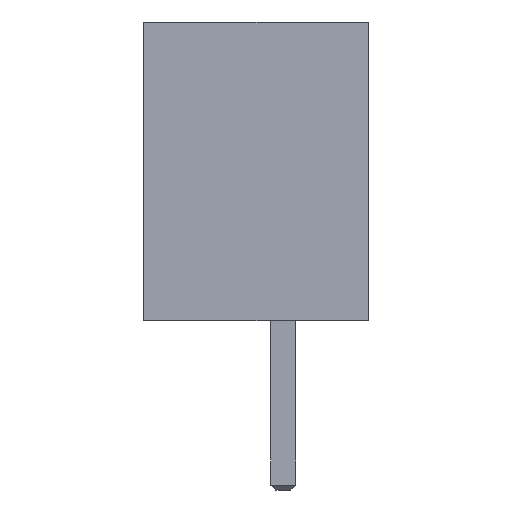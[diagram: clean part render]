
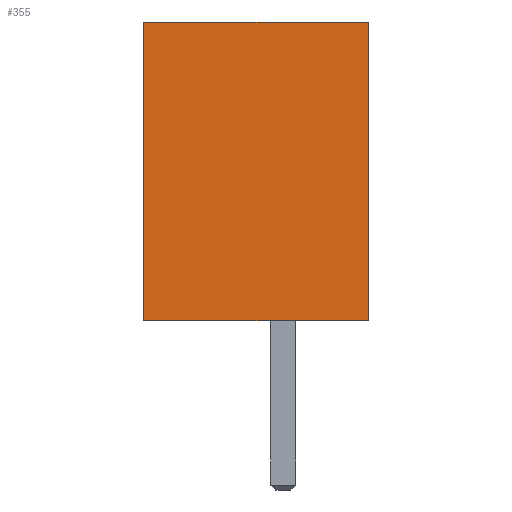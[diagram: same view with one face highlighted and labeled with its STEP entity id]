
A CAD part, left-side view. The second image highlights one B-rep face of the part: STEP entity #355.
In plain terms, the highlighted planar face has unit normal (-1, 0, 0).
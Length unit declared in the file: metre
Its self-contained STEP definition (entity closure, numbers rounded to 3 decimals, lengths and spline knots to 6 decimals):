
#355 = ADVANCED_FACE( '', ( #767 ), #768, .F. );
#767 = FACE_OUTER_BOUND( '', #1261, .T. );
#768 = PLANE( '', #1262 );
#1261 = EDGE_LOOP( '', ( #2103, #2104, #2105, #2106 ) );
#1262 = AXIS2_PLACEMENT_3D( '', #2107, #2108, #2109 );
#2103 = ORIENTED_EDGE( '', *, *, #3079, .T. );
#2104 = ORIENTED_EDGE( '', *, *, #3080, .F. );
#2105 = ORIENTED_EDGE( '', *, *, #2912, .F. );
#2106 = ORIENTED_EDGE( '', *, *, #3081, .T. );
#2107 = CARTESIAN_POINT( '', ( -0.00795, 0.00055, 0.0016 ) );
#2108 = DIRECTION( '', ( 1., 0., 0. ) );
#2109 = DIRECTION( '', ( 0., 0., -1. ) );
#2912 = EDGE_CURVE( '', #3513, #3515, #3516, .T. );
#3079 = EDGE_CURVE( '', #3747, #3748, #3749, .T. );
#3080 = EDGE_CURVE( '', #3515, #3748, #3750, .T. );
#3081 = EDGE_CURVE( '', #3513, #3747, #3751, .T. );
#3513 = VERTEX_POINT( '', #4334 );
#3515 = VERTEX_POINT( '', #4337 );
#3516 = LINE( '', #4338, #4339 );
#3747 = VERTEX_POINT( '', #4690 );
#3748 = VERTEX_POINT( '', #4691 );
#3749 = LINE( '', #4692, #4693 );
#3750 = LINE( '', #4694, #4695 );
#3751 = LINE( '', #4696, #4697 );
#4334 = CARTESIAN_POINT( '', ( -0.00795, 0.0028, 0.006 ) );
#4337 = CARTESIAN_POINT( '', ( -0.00795, -0.0017, 0.006 ) );
#4338 = CARTESIAN_POINT( '', ( -0.00795, 0.00055, 0.006 ) );
#4339 = VECTOR( '', #5116, 1. );
#4690 = CARTESIAN_POINT( '', ( -0.00795, 0.0028, 0. ) );
#4691 = CARTESIAN_POINT( '', ( -0.00795, -0.0017, 0. ) );
#4692 = CARTESIAN_POINT( '', ( -0.00795, 0.00055, 0. ) );
#4693 = VECTOR( '', #5237, 1. );
#4694 = CARTESIAN_POINT( '', ( -0.00795, -0.0017, 0.0016 ) );
#4695 = VECTOR( '', #5238, 1. );
#4696 = CARTESIAN_POINT( '', ( -0.00795, 0.0028, 0.0016 ) );
#4697 = VECTOR( '', #5239, 1. );
#5116 = DIRECTION( '', ( 0., -1., 0. ) );
#5237 = DIRECTION( '', ( 0., -1., 0. ) );
#5238 = DIRECTION( '', ( 0., 0., -1. ) );
#5239 = DIRECTION( '', ( 0., 0., -1. ) );
